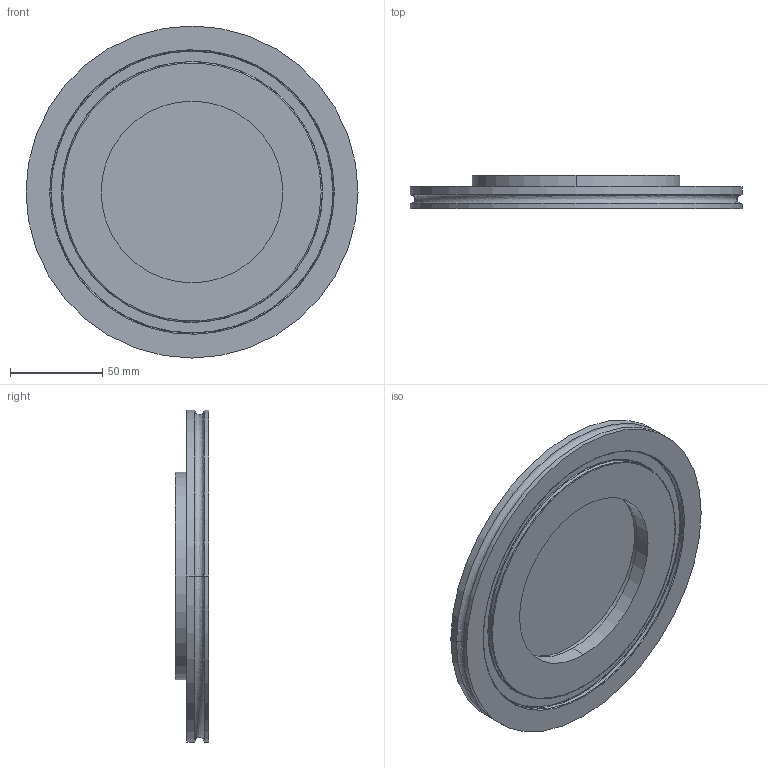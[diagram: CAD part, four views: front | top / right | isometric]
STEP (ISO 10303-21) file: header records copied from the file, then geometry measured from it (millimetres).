
FILE_DESCRIPTION (( 'STEP AP203' ), '1' );
FILE_NAME ('A9966-1-ISO.STEP', '2019-06-20T19:56:05', ( '' ), ( '' ), 'SwSTEP 2.0', 'SolidWorks 2019', '' );
FILE_SCHEMA (( 'CONFIG_CONTROL_DESIGN' ));
Length unit declared in the file: inch
Products named in the file (1): A9966-1-ISO
Bounding box: 180.09 x 18.16 x 180.09 mm (x, y, z)
Volume: 253052.7 mm3; surface area: 77382.5 mm2
Topology: 2 solids, 2 shells, 54 faces, 108 edges, 64 vertices
Faces by surface type: cylinder 22, bspline 18, plane 10, torus 2, cone 2
Entity records: 3574 total; most frequent: CARTESIAN_POINT 2422, DIRECTION 234, ORIENTED_EDGE 216, EDGE_CURVE 108, AXIS2_PLACEMENT_3D 105, CIRCLE 68, VERTEX_POINT 64, EDGE_LOOP 62
